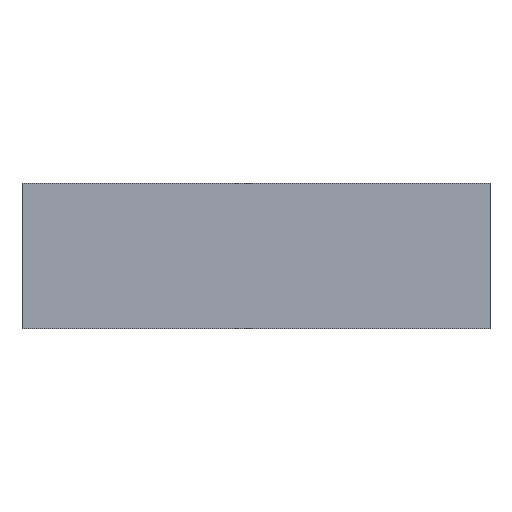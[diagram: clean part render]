
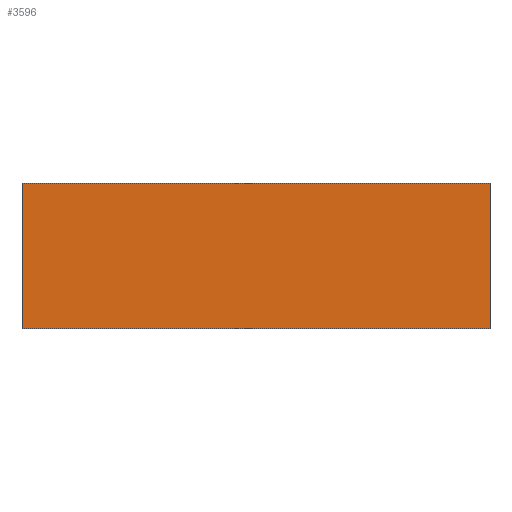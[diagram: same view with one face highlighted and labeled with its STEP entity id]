
A CAD part, left-side view. The second image highlights one B-rep face of the part: STEP entity #3596.
In plain terms, the highlighted planar face has unit normal (-1, 0, 0).
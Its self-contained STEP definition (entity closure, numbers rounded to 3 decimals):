
#422=FACE_OUTER_BOUND('',#588,.T.);
#588=EDGE_LOOP('',(#3007,#3008,#3009,#3010));
#656=LINE('',#5104,#1036);
#891=LINE('',#5813,#1271);
#957=LINE('',#5978,#1337);
#958=LINE('',#5979,#1338);
#1036=VECTOR('',#4048,10.);
#1271=VECTOR('',#4691,10.);
#1337=VECTOR('',#4871,10.);
#1338=VECTOR('',#4872,10.);
#1416=VERTEX_POINT('',#5101);
#1417=VERTEX_POINT('',#5103);
#1687=VERTEX_POINT('',#5812);
#1729=VERTEX_POINT('',#5977);
#1776=EDGE_CURVE('',#1416,#1417,#656,.T.);
#2133=EDGE_CURVE('',#1687,#1416,#891,.T.);
#2218=EDGE_CURVE('',#1729,#1417,#957,.T.);
#2219=EDGE_CURVE('',#1729,#1687,#958,.T.);
#3007=ORIENTED_EDGE('',*,*,#2218,.T.);
#3008=ORIENTED_EDGE('',*,*,#1776,.F.);
#3009=ORIENTED_EDGE('',*,*,#2133,.F.);
#3010=ORIENTED_EDGE('',*,*,#2219,.F.);
#3451=PLANE('',#3961);
#3596=ADVANCED_FACE('',(#422),#3451,.T.);
#3961=AXIS2_PLACEMENT_3D('',#5976,#4869,#4870);
#4048=DIRECTION('',(0.,-1.,0.));
#4691=DIRECTION('',(0.,0.,1.));
#4869=DIRECTION('center_axis',(-1.,0.,0.));
#4870=DIRECTION('ref_axis',(0.,-1.,0.));
#4871=DIRECTION('',(0.,0.,1.));
#4872=DIRECTION('',(0.,1.,0.));
#5101=CARTESIAN_POINT('',(-110.,110.,34.75));
#5103=CARTESIAN_POINT('',(-110.,-110.,34.75));
#5104=CARTESIAN_POINT('',(-110.,-110.,34.75));
#5812=CARTESIAN_POINT('',(-110.,110.,-33.75));
#5813=CARTESIAN_POINT('',(-110.,110.,33.75));
#5976=CARTESIAN_POINT('Origin',(-110.,0.,0.));
#5977=CARTESIAN_POINT('',(-110.,-110.,-33.75));
#5978=CARTESIAN_POINT('',(-110.,-110.,0.));
#5979=CARTESIAN_POINT('',(-110.,0.,-33.75));
